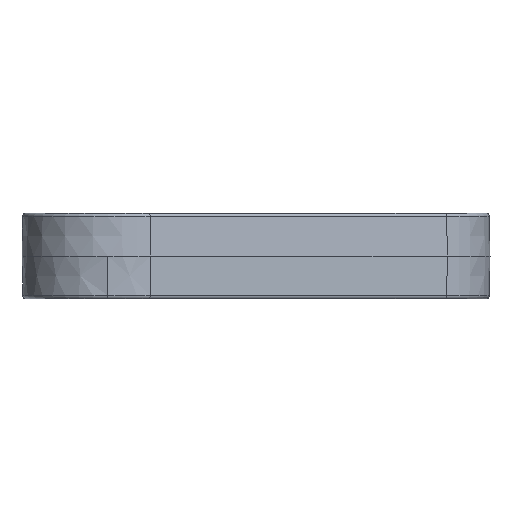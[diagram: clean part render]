
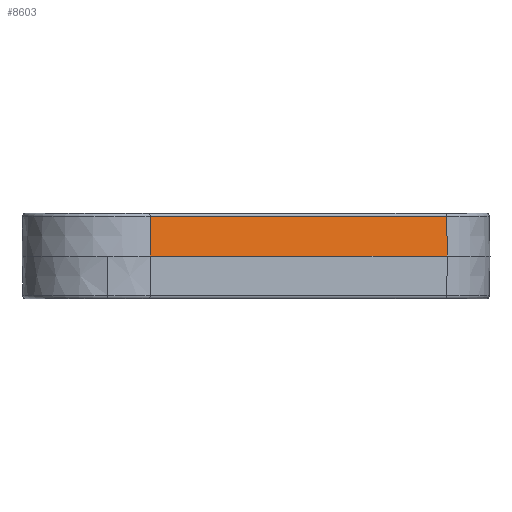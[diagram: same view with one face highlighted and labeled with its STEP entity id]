
A CAD part, left-side view. The second image highlights one B-rep face of the part: STEP entity #8603.
In plain terms, the highlighted planar face has unit normal (-0.866, -0.5, 0.018).
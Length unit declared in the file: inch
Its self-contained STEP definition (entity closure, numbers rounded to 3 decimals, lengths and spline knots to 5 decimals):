
#33 = PLANE ( 'NONE',  #7318 ) ;
#199 = CARTESIAN_POINT ( 'NONE',  ( -0.71651, 0.74103, 0. ) ) ;
#1029 = EDGE_CURVE ( 'NONE', #6842, #14290, #12479, .T. ) ;
#2128 = CARTESIAN_POINT ( 'NONE',  ( -0.21651, -0.125, 0. ) ) ;
#2494 = DIRECTION ( 'NONE',  ( -0.5, 0.866, 0. ) ) ;
#2704 = ORIENTED_EDGE ( 'NONE', *, *, #1029, .F. ) ;
#2794 = CARTESIAN_POINT ( 'NONE',  ( -0.21477, -0.12399, 0.11517 ) ) ;
#2803 = VERTEX_POINT ( 'NONE', #2794 ) ;
#3547 = CARTESIAN_POINT ( 'NONE',  ( -0.21477, -0.12399, 0.11517 ) ) ;
#3588 = VECTOR ( 'NONE', #5710, 39.37008 ) ;
#3698 = LINE ( 'NONE', #3547, #10609 ) ;
#4425 = EDGE_LOOP ( 'NONE', ( #13137, #12133, #6942, #2704 ) ) ;
#4709 = CARTESIAN_POINT ( 'NONE',  ( -0.21651, -0.125, 0. ) ) ;
#5032 = CARTESIAN_POINT ( 'NONE',  ( -0.21651, -0.125, 0. ) ) ;
#5182 = CARTESIAN_POINT ( 'NONE',  ( -0.21651, -0.125, 0. ) ) ;
#5278 = EDGE_CURVE ( 'NONE', #2803, #6842, #8496, .T. ) ;
#5368 = VECTOR ( 'NONE', #5588, 39.37008 ) ;
#5521 = VECTOR ( 'NONE', #10846, 39.37008 ) ;
#5588 = DIRECTION ( 'NONE',  ( -0.5, 0.866, 0. ) ) ;
#5710 = DIRECTION ( 'NONE',  ( -0.015, -0.009, -1. ) ) ;
#6214 = CARTESIAN_POINT ( 'NONE',  ( -0.71477, 0.74203, 0.11517 ) ) ;
#6842 = VERTEX_POINT ( 'NONE', #5182 ) ;
#6942 = ORIENTED_EDGE ( 'NONE', *, *, #11823, .T. ) ;
#7318 = AXIS2_PLACEMENT_3D ( 'NONE', #4709, #8101, #12730 ) ;
#7953 = FACE_OUTER_BOUND ( 'NONE', #4425, .T. ) ;
#8101 = DIRECTION ( 'NONE',  ( -0.866, -0.5, 0.017 ) ) ;
#8316 = VERTEX_POINT ( 'NONE', #6214 ) ;
#8496 = LINE ( 'NONE', #5032, #5521 ) ;
#8603 = ADVANCED_FACE ( 'NONE', ( #7953 ), #33, .T. ) ;
#9102 = CARTESIAN_POINT ( 'NONE',  ( -0.71651, 0.74103, 0. ) ) ;
#9258 = LINE ( 'NONE', #9102, #3588 ) ;
#10609 = VECTOR ( 'NONE', #2494, 39.37008 ) ;
#10846 = DIRECTION ( 'NONE',  ( -0.015, -0.009, -1. ) ) ;
#11823 = EDGE_CURVE ( 'NONE', #8316, #14290, #9258, .T. ) ;
#12133 = ORIENTED_EDGE ( 'NONE', *, *, #13861, .T. ) ;
#12479 = LINE ( 'NONE', #2128, #5368 ) ;
#12730 = DIRECTION ( 'NONE',  ( 0.5, -0.866, 0. ) ) ;
#13137 = ORIENTED_EDGE ( 'NONE', *, *, #5278, .F. ) ;
#13861 = EDGE_CURVE ( 'NONE', #2803, #8316, #3698, .T. ) ;
#14290 = VERTEX_POINT ( 'NONE', #199 ) ;
